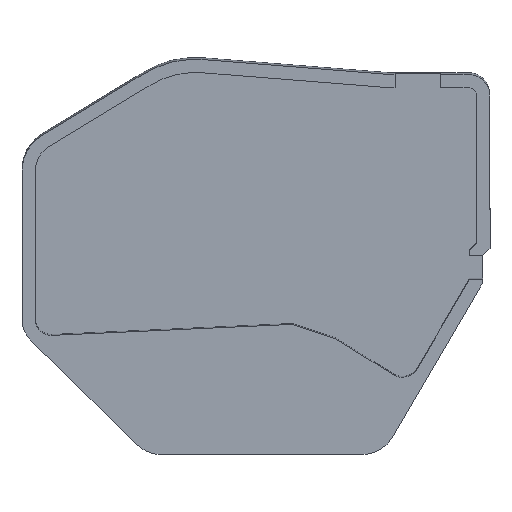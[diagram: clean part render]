
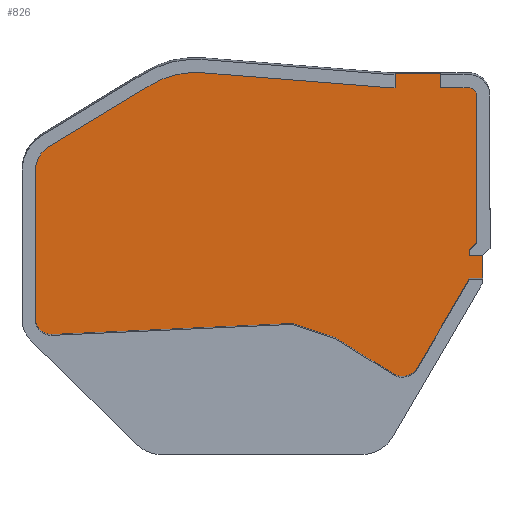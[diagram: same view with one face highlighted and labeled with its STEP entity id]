
A CAD part, top view. The second image highlights one B-rep face of the part: STEP entity #826.
In plain terms, the highlighted planar face has unit normal (0, -0.035, 0.999).
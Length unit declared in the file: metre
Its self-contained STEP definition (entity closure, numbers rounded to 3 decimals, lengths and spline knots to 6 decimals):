
#40=CIRCLE('',#864,0.003022);
#41=CIRCLE('',#866,0.029924);
#42=CIRCLE('',#868,0.010008);
#43=CIRCLE('',#870,0.005588);
#44=CIRCLE('',#872,0.006188);
#227=ORIENTED_EDGE('',*,*,#380,.F.);
#228=ORIENTED_EDGE('',*,*,#398,.T.);
#229=ORIENTED_EDGE('',*,*,#356,.T.);
#230=ORIENTED_EDGE('',*,*,#399,.F.);
#231=ORIENTED_EDGE('',*,*,#301,.F.);
#232=ORIENTED_EDGE('',*,*,#382,.T.);
#233=ORIENTED_EDGE('',*,*,#334,.T.);
#234=ORIENTED_EDGE('',*,*,#337,.T.);
#235=ORIENTED_EDGE('',*,*,#384,.F.);
#236=ORIENTED_EDGE('',*,*,#400,.T.);
#237=ORIENTED_EDGE('',*,*,#366,.T.);
#238=ORIENTED_EDGE('',*,*,#401,.F.);
#239=ORIENTED_EDGE('',*,*,#331,.F.);
#240=ORIENTED_EDGE('',*,*,#385,.F.);
#241=ORIENTED_EDGE('',*,*,#339,.T.);
#242=ORIENTED_EDGE('',*,*,#386,.F.);
#243=ORIENTED_EDGE('',*,*,#342,.T.);
#244=ORIENTED_EDGE('',*,*,#387,.F.);
#245=ORIENTED_EDGE('',*,*,#345,.T.);
#246=ORIENTED_EDGE('',*,*,#389,.F.);
#247=ORIENTED_EDGE('',*,*,#391,.F.);
#248=ORIENTED_EDGE('',*,*,#392,.F.);
#249=ORIENTED_EDGE('',*,*,#348,.T.);
#250=ORIENTED_EDGE('',*,*,#393,.F.);
#301=EDGE_CURVE('',#419,#420,#497,.F.);
#331=EDGE_CURVE('',#447,#448,#518,.T.);
#334=EDGE_CURVE('',#449,#450,#521,.T.);
#337=EDGE_CURVE('',#450,#451,#40,.T.);
#339=EDGE_CURVE('',#452,#453,#41,.T.);
#342=EDGE_CURVE('',#454,#455,#42,.T.);
#345=EDGE_CURVE('',#456,#457,#43,.T.);
#348=EDGE_CURVE('',#458,#459,#44,.T.);
#356=EDGE_CURVE('',#465,#464,#537,.T.);
#366=EDGE_CURVE('',#469,#468,#546,.T.);
#380=EDGE_CURVE('',#475,#476,#558,.F.);
#382=EDGE_CURVE('',#419,#449,#560,.T.);
#384=EDGE_CURVE('',#477,#451,#562,.T.);
#385=EDGE_CURVE('',#452,#447,#563,.F.);
#386=EDGE_CURVE('',#454,#453,#564,.F.);
#387=EDGE_CURVE('',#456,#455,#565,.T.);
#389=EDGE_CURVE('',#478,#457,#567,.F.);
#391=EDGE_CURVE('',#479,#478,#569,.F.);
#392=EDGE_CURVE('',#458,#479,#570,.F.);
#393=EDGE_CURVE('',#476,#459,#571,.F.);
#398=EDGE_CURVE('',#475,#465,#574,.T.);
#399=EDGE_CURVE('',#420,#464,#575,.T.);
#400=EDGE_CURVE('',#477,#469,#576,.T.);
#401=EDGE_CURVE('',#448,#468,#577,.T.);
#419=VERTEX_POINT('',#1177);
#420=VERTEX_POINT('',#1178);
#447=VERTEX_POINT('',#1237);
#448=VERTEX_POINT('',#1238);
#449=VERTEX_POINT('',#1243);
#450=VERTEX_POINT('',#1244);
#451=VERTEX_POINT('',#1249);
#452=VERTEX_POINT('',#1253);
#453=VERTEX_POINT('',#1254);
#454=VERTEX_POINT('',#1259);
#455=VERTEX_POINT('',#1260);
#456=VERTEX_POINT('',#1265);
#457=VERTEX_POINT('',#1266);
#458=VERTEX_POINT('',#1271);
#459=VERTEX_POINT('',#1272);
#464=VERTEX_POINT('',#1286);
#465=VERTEX_POINT('',#1288);
#468=VERTEX_POINT('',#1303);
#469=VERTEX_POINT('',#1305);
#475=VERTEX_POINT('',#1331);
#476=VERTEX_POINT('',#1333);
#477=VERTEX_POINT('',#1339);
#478=VERTEX_POINT('',#1349);
#479=VERTEX_POINT('',#1353);
#497=LINE('',#1176,#594);
#518=LINE('',#1236,#615);
#521=LINE('',#1242,#618);
#537=LINE('',#1287,#634);
#546=LINE('',#1304,#643);
#558=LINE('',#1332,#655);
#560=LINE('',#1336,#657);
#562=LINE('',#1340,#659);
#563=LINE('',#1342,#660);
#564=LINE('',#1344,#661);
#565=LINE('',#1346,#662);
#567=LINE('',#1350,#664);
#569=LINE('',#1354,#666);
#570=LINE('',#1356,#667);
#571=LINE('',#1358,#668);
#574=LINE('',#1368,#671);
#575=LINE('',#1369,#672);
#576=LINE('',#1370,#673);
#577=LINE('',#1371,#674);
#594=VECTOR('',#939,1.);
#615=VECTOR('',#982,1.);
#618=VECTOR('',#987,1.);
#634=VECTOR('',#1029,1.);
#643=VECTOR('',#1046,1.);
#655=VECTOR('',#1076,1.);
#657=VECTOR('',#1080,1.);
#659=VECTOR('',#1084,1.);
#660=VECTOR('',#1087,1.);
#661=VECTOR('',#1090,1.);
#662=VECTOR('',#1093,1.);
#664=VECTOR('',#1097,1.);
#666=VECTOR('',#1101,1.);
#667=VECTOR('',#1104,1.);
#668=VECTOR('',#1107,1.);
#671=VECTOR('',#1122,1.);
#672=VECTOR('',#1123,1.);
#673=VECTOR('',#1124,1.);
#674=VECTOR('',#1125,1.);
#711=EDGE_LOOP('',(#227,#228,#229,#230,#231,#232,#233,#234,#235,#236,#237,
#238,#239,#240,#241,#242,#243,#244,#245,#246,#247,#248,#249,#250));
#753=FACE_BOUND('',#711,.T.);
#784=PLANE('',#903);
#826=ADVANCED_FACE('',(#753),#784,.T.);
#864=AXIS2_PLACEMENT_3D('',#1248,#992,#993);
#866=AXIS2_PLACEMENT_3D('',#1252,#997,#998);
#868=AXIS2_PLACEMENT_3D('',#1258,#1003,#1004);
#870=AXIS2_PLACEMENT_3D('',#1264,#1009,#1010);
#872=AXIS2_PLACEMENT_3D('',#1270,#1015,#1016);
#903=AXIS2_PLACEMENT_3D('',#1367,#1120,#1121);
#939=DIRECTION('',(0.002,0.999,0.035));
#982=DIRECTION('',(1.,0.,0.));
#987=DIRECTION('',(0.,0.999,0.035));
#992=DIRECTION('',(0.,-0.035,0.999));
#993=DIRECTION('',(1.,0.,0.));
#997=DIRECTION('',(0.,-0.035,0.999));
#998=DIRECTION('',(1.,0.,0.));
#1003=DIRECTION('',(0.,-0.035,0.999));
#1004=DIRECTION('',(1.,0.,0.));
#1009=DIRECTION('',(0.,-0.035,0.999));
#1010=DIRECTION('',(1.,0.,0.));
#1015=DIRECTION('',(0.,-0.035,0.999));
#1016=DIRECTION('',(1.,0.,0.));
#1029=DIRECTION('',(0.002,0.999,0.035));
#1046=DIRECTION('',(-1.,0.,0.));
#1076=DIRECTION('',(0.002,0.999,0.035));
#1080=DIRECTION('',(0.707,0.707,0.025));
#1084=DIRECTION('',(1.,0.,0.));
#1087=DIRECTION('',(-0.997,0.08,0.003));
#1090=DIRECTION('',(-0.855,-0.518,-0.018));
#1093=DIRECTION('',(0.,0.999,0.035));
#1097=DIRECTION('',(0.999,0.046,0.002));
#1101=DIRECTION('',(0.949,-0.316,-0.011));
#1104=DIRECTION('',(0.848,-0.53,-0.018));
#1107=DIRECTION('',(0.504,0.863,0.03));
#1120=DIRECTION('',(0.,-0.035,0.999));
#1121=DIRECTION('',(1.,0.,0.));
#1122=DIRECTION('',(1.,-0.002,0.));
#1123=DIRECTION('',(1.,-0.002,0.));
#1124=DIRECTION('',(0.,0.999,0.035));
#1125=DIRECTION('',(0.,0.999,0.035));
#1176=CARTESIAN_POINT('',(-0.004334,-0.016128,-0.007283));
#1177=CARTESIAN_POINT('',(-0.004322,-0.009536,-0.007052));
#1178=CARTESIAN_POINT('',(-0.004325,-0.011424,-0.007118));
#1236=CARTESIAN_POINT('',(-0.078486,0.047032,-0.005077));
#1237=CARTESIAN_POINT('',(-0.032746,0.047032,-0.005077));
#1238=CARTESIAN_POINT('',(-0.0302,0.047032,-0.005077));
#1242=CARTESIAN_POINT('',(-0.001778,-0.011782,-0.007131));
#1243=CARTESIAN_POINT('',(-0.001778,-0.006994,-0.006964));
#1244=CARTESIAN_POINT('',(-0.001778,0.044011,-0.005183));
#1248=CARTESIAN_POINT('',(-0.0048,0.044011,-0.005183));
#1249=CARTESIAN_POINT('',(-0.0048,0.047032,-0.005077));
#1252=CARTESIAN_POINT('',(-0.099515,0.022382,-0.005938));
#1253=CARTESIAN_POINT('',(-0.096218,0.052106,-0.0049));
#1254=CARTESIAN_POINT('',(-0.115658,0.047563,-0.005059));
#1258=CARTESIAN_POINT('',(-0.145186,0.01798,-0.006092));
#1259=CARTESIAN_POINT('',(-0.150861,0.026218,-0.005804));
#1260=CARTESIAN_POINT('',(-0.155194,0.017971,-0.006092));
#1264=CARTESIAN_POINT('',(-0.149606,-0.033467,-0.007888));
#1265=CARTESIAN_POINT('',(-0.155194,-0.033467,-0.007888));
#1266=CARTESIAN_POINT('',(-0.149594,-0.039052,-0.008083));
#1270=CARTESIAN_POINT('',(-0.027709,-0.047387,-0.008374));
#1271=CARTESIAN_POINT('',(-0.030497,-0.052907,-0.008567));
#1272=CARTESIAN_POINT('',(-0.022567,-0.050827,-0.008494));
#1286=CARTESIAN_POINT('',(0.000247,-0.011432,-0.007119));
#1287=CARTESIAN_POINT('',(0.000239,-0.015515,-0.007261));
#1288=CARTESIAN_POINT('',(0.000231,-0.019598,-0.007404));
#1303=CARTESIAN_POINT('',(-0.0302,0.051601,-0.004918));
#1304=CARTESIAN_POINT('',(-0.022339,0.051601,-0.004918));
#1305=CARTESIAN_POINT('',(-0.014477,0.051601,-0.004918));
#1331=CARTESIAN_POINT('',(-0.004341,-0.019589,-0.007404));
#1332=CARTESIAN_POINT('',(-0.004334,-0.016128,-0.007283));
#1333=CARTESIAN_POINT('',(-0.004341,-0.019602,-0.007404));
#1336=CARTESIAN_POINT('',(-0.042533,-0.047718,-0.008386));
#1339=CARTESIAN_POINT('',(-0.014477,0.047032,-0.005077));
#1340=CARTESIAN_POINT('',(-0.078486,0.047032,-0.005077));
#1342=CARTESIAN_POINT('',(-0.064539,0.049574,-0.004988));
#1344=CARTESIAN_POINT('',(-0.133334,0.036846,-0.005433));
#1346=CARTESIAN_POINT('',(-0.155194,-0.011782,-0.007131));
#1349=CARTESIAN_POINT('',(-0.065845,-0.035217,-0.007949));
#1350=CARTESIAN_POINT('',(-0.108186,-0.037156,-0.008017));
#1353=CARTESIAN_POINT('',(-0.050788,-0.040234,-0.008124));
#1354=CARTESIAN_POINT('',(-0.058171,-0.037774,-0.008039));
#1356=CARTESIAN_POINT('',(-0.040335,-0.046762,-0.008352));
#1358=CARTESIAN_POINT('',(-0.01292,-0.0343,-0.007917));
#1367=CARTESIAN_POINT('',(-0.078486,-0.011782,-0.007131));
#1368=CARTESIAN_POINT('',(0.000231,-0.019598,-0.007404));
#1369=CARTESIAN_POINT('',(0.000247,-0.011432,-0.007119));
#1370=CARTESIAN_POINT('',(-0.014477,0.051601,-0.004918));
#1371=CARTESIAN_POINT('',(-0.0302,0.051601,-0.004918));
